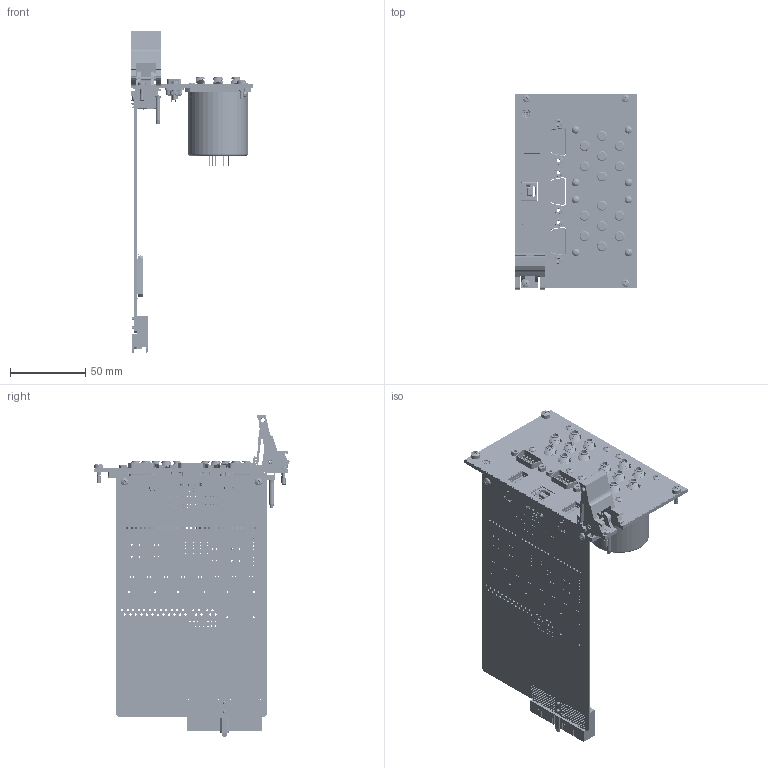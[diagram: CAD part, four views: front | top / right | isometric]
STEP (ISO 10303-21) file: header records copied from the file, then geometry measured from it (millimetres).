
FILE_DESCRIPTION (( 'STEP AP214' ), '1' );
FILE_NAME ('40-809-901 PXI 3U RIM Interface.STEP', '2013-09-10T14:49:17', ( 'admin' ), ( '' ), 'SwSTEP 2.0', 'SolidWorks 2012', '' );
FILE_SCHEMA (( 'AUTOMOTIVE_DESIGN' ));
Length unit declared in the file: millimetre
Products named in the file (1): 40-809-901 PXI 3U RIM Interface
Bounding box: 81 x 129.87 x 214.01 mm (x, y, z)
Surface area: 106667.7 mm2 (no closed solid volume)
Topology: 0 solids, 294 shells, 2724 faces, 11087 edges, 8544 vertices
Faces by surface type: plane 1705, cylinder 806, cone 81, bspline 66, torus 58, sphere 8
Full cylindrical faces by diameter (mm): 0.5 x18, 0.6 x110, 0.632 x2, 0.75 x49, 0.8 x7, 0.9 x19, 0.92 x3, 0.96 x1, 0.98 x1, 0.996 x5, 1 x17, 1.08 x10, 1.1 x8, 1.2 x8, 1.3 x8, 1.48 x27, 1.496 x1, 1.5 x59, 1.519 x2, 2 x8, 2.05 x7, 2.3 x2, 2.497 x1, 2.5 x8, 2.6 x1, 2.7 x1, 2.8 x1, 3 x3, 3.3 x4, 3.6 x14
Entity records: 166309 total; most frequent: CARTESIAN_POINT 49286, DIRECTION 17163, ORIENTED_EDGE 14479, EDGE_CURVE 10309, VERTEX_POINT 8381, LINE 6943, VECTOR 6943, AXIS2_PLACEMENT_3D 5110
